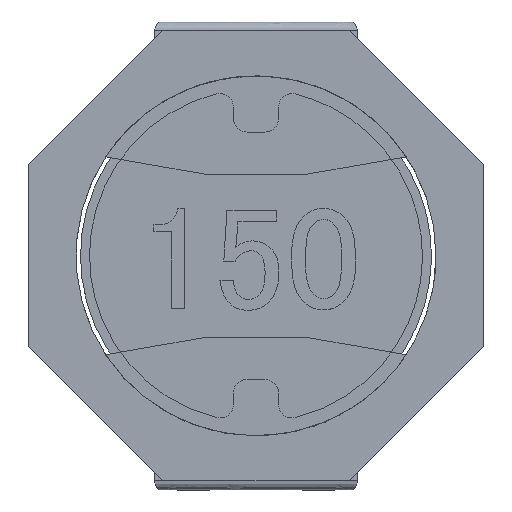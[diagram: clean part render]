
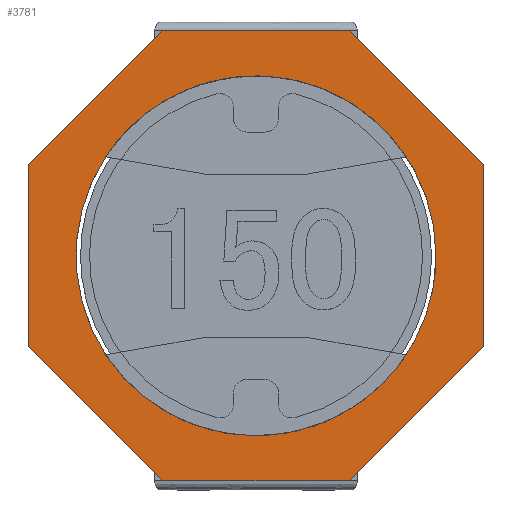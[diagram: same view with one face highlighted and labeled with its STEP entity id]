
A CAD part, top view. The second image highlights one B-rep face of the part: STEP entity #3781.
In plain terms, the highlighted free-form (B-spline) face has degree [1, 1] with [2, 2] control points.
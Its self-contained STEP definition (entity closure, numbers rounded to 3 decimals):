
#3704=CARTESIAN_POINT('',(-5.555,-5.505,0.));
#3705=CARTESIAN_POINT('',(-5.555,5.605,0.));
#3706=CARTESIAN_POINT('',(5.555,-5.505,0.));
#3707=CARTESIAN_POINT('',(5.555,5.605,0.));
#3708=B_SPLINE_SURFACE_WITH_KNOTS('',1,1,((#3704,#3705),(#3706,#3707)),.PLANE_SURF.,.F.,.F.,.U.,(2,2),(2,2),(0.,1.),(0.,1.),.UNSPECIFIED.);
#3709=CARTESIAN_POINT('',(5.05,-2.021,0.));
#3710=VERTEX_POINT('',#3709);
#3711=CARTESIAN_POINT('',(5.05,2.021,0.));
#3712=VERTEX_POINT('',#3711);
#3713=CARTESIAN_POINT('',(5.05,-2.021,0.));
#3714=CARTESIAN_POINT('',(5.05,2.021,0.));
#3715=B_SPLINE_CURVE_WITH_KNOTS('',1,(#3713,#3714),.POLYLINE_FORM.,.F.,.U.,(2,2),(0.,1.),.UNSPECIFIED.);
#3716=EDGE_CURVE('',#3710,#3712,#3715,.T.);
#3717=ORIENTED_EDGE('',*,*,#3716,.T.);
#3718=CARTESIAN_POINT('',(2.071,5.,0.));
#3719=VERTEX_POINT('',#3718);
#3720=CARTESIAN_POINT('',(5.05,2.021,0.));
#3721=CARTESIAN_POINT('',(2.071,5.,0.));
#3722=B_SPLINE_CURVE_WITH_KNOTS('',1,(#3720,#3721),.POLYLINE_FORM.,.F.,.U.,(2,2),(0.,1.),.UNSPECIFIED.);
#3723=EDGE_CURVE('',#3712,#3719,#3722,.T.);
#3724=ORIENTED_EDGE('',*,*,#3723,.T.);
#3725=CARTESIAN_POINT('',(-2.071,5.,0.));
#3726=VERTEX_POINT('',#3725);
#3727=CARTESIAN_POINT('',(2.071,5.,0.));
#3728=CARTESIAN_POINT('',(-2.071,5.,0.));
#3729=B_SPLINE_CURVE_WITH_KNOTS('',1,(#3727,#3728),.POLYLINE_FORM.,.F.,.U.,(2,2),(0.,1.),.UNSPECIFIED.);
#3730=EDGE_CURVE('',#3719,#3726,#3729,.T.);
#3731=ORIENTED_EDGE('',*,*,#3730,.T.);
#3732=CARTESIAN_POINT('',(-5.05,2.021,0.));
#3733=VERTEX_POINT('',#3732);
#3734=CARTESIAN_POINT('',(-2.071,5.,0.));
#3735=CARTESIAN_POINT('',(-5.05,2.021,0.));
#3736=B_SPLINE_CURVE_WITH_KNOTS('',1,(#3734,#3735),.POLYLINE_FORM.,.F.,.U.,(2,2),(0.,1.),.UNSPECIFIED.);
#3737=EDGE_CURVE('',#3726,#3733,#3736,.T.);
#3738=ORIENTED_EDGE('',*,*,#3737,.T.);
#3739=CARTESIAN_POINT('',(-5.05,-2.021,0.));
#3740=VERTEX_POINT('',#3739);
#3741=CARTESIAN_POINT('',(-5.05,2.021,0.));
#3742=CARTESIAN_POINT('',(-5.05,-2.021,0.));
#3743=B_SPLINE_CURVE_WITH_KNOTS('',1,(#3741,#3742),.POLYLINE_FORM.,.F.,.U.,(2,2),(0.,1.),.UNSPECIFIED.);
#3744=EDGE_CURVE('',#3733,#3740,#3743,.T.);
#3745=ORIENTED_EDGE('',*,*,#3744,.T.);
#3746=CARTESIAN_POINT('',(-2.071,-5.,0.));
#3747=VERTEX_POINT('',#3746);
#3748=CARTESIAN_POINT('',(-5.05,-2.021,0.));
#3749=CARTESIAN_POINT('',(-2.071,-5.,0.));
#3750=B_SPLINE_CURVE_WITH_KNOTS('',1,(#3748,#3749),.POLYLINE_FORM.,.F.,.U.,(2,2),(0.,1.),.UNSPECIFIED.);
#3751=EDGE_CURVE('',#3740,#3747,#3750,.T.);
#3752=ORIENTED_EDGE('',*,*,#3751,.T.);
#3753=CARTESIAN_POINT('',(2.071,-5.,0.));
#3754=VERTEX_POINT('',#3753);
#3755=CARTESIAN_POINT('',(-2.071,-5.,0.));
#3756=CARTESIAN_POINT('',(2.071,-5.,0.));
#3757=B_SPLINE_CURVE_WITH_KNOTS('',1,(#3755,#3756),.POLYLINE_FORM.,.F.,.U.,(2,2),(0.,1.),.UNSPECIFIED.);
#3758=EDGE_CURVE('',#3747,#3754,#3757,.T.);
#3759=ORIENTED_EDGE('',*,*,#3758,.T.);
#3760=CARTESIAN_POINT('',(2.071,-5.,0.));
#3761=CARTESIAN_POINT('',(5.05,-2.021,0.));
#3762=B_SPLINE_CURVE_WITH_KNOTS('',1,(#3760,#3761),.POLYLINE_FORM.,.F.,.U.,(2,2),(0.,1.),.UNSPECIFIED.);
#3763=EDGE_CURVE('',#3754,#3710,#3762,.T.);
#3764=ORIENTED_EDGE('',*,*,#3763,.T.);
#3765=EDGE_LOOP('',(#3717,#3724,#3731,#3738,#3745,#3752,#3759,#3764));
#3766=FACE_OUTER_BOUND('',#3765,.T.);
#3767=CARTESIAN_POINT('',(4.,0.,0.));
#3768=VERTEX_POINT('',#3767);
#3769=CARTESIAN_POINT('',(4.,0.,0.));
#3770=CARTESIAN_POINT('',(4.,6.928,0.));
#3771=CARTESIAN_POINT('',(-2.,3.464,0.));
#3772=CARTESIAN_POINT('',(-8.,0.,0.));
#3773=CARTESIAN_POINT('',(-2.,-3.464,0.));
#3774=CARTESIAN_POINT('',(4.,-6.928,0.));
#3775=CARTESIAN_POINT('',(4.,0.,0.));
#3776=(BOUNDED_CURVE()B_SPLINE_CURVE(2,(#3769,#3770,#3771,#3772,#3773,#3774,#3775),.CIRCULAR_ARC.,.T.,.U.)B_SPLINE_CURVE_WITH_KNOTS((3,2,2,3),(0.,0.333,0.667,1.),.UNSPECIFIED.)CURVE()GEOMETRIC_REPRESENTATION_ITEM()RATIONAL_B_SPLINE_CURVE((1.,0.5,1.,0.5,1.,0.5,1.))REPRESENTATION_ITEM(''));
#3777=EDGE_CURVE('',#3768,#3768,#3776,.T.);
#3778=ORIENTED_EDGE('',*,*,#3777,.F.);
#3779=EDGE_LOOP('',(#3778));
#3780=FACE_BOUND('',#3779,.T.);
#3781=ADVANCED_FACE('',(#3766,#3780),#3708,.T.);
